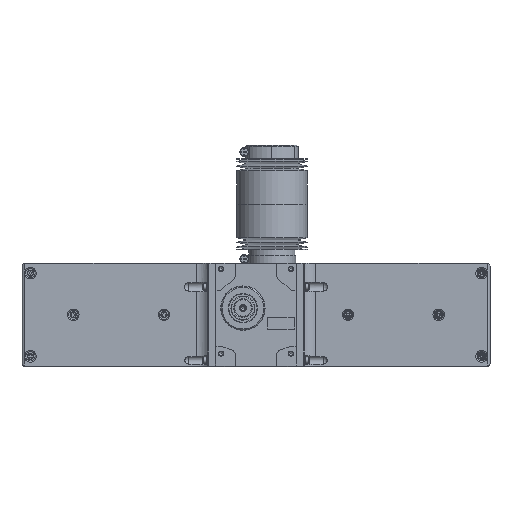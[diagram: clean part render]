
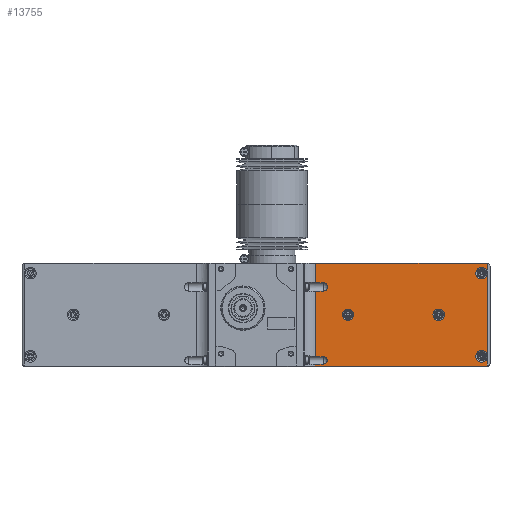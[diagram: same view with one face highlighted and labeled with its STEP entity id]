
A CAD part, top view. The second image highlights one B-rep face of the part: STEP entity #13755.
In plain terms, the highlighted face is planar.
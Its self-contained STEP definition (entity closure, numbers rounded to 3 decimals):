
#875=LINE('',#21535,#1935);
#877=LINE('',#21543,#1937);
#881=LINE('',#21557,#1941);
#882=LINE('',#21559,#1942);
#883=LINE('',#21561,#1943);
#885=LINE('',#21572,#1945);
#889=LINE('',#21596,#1949);
#890=LINE('',#21597,#1950);
#894=LINE('',#21619,#1954);
#895=LINE('',#21623,#1955);
#896=LINE('',#21626,#1956);
#897=LINE('',#21630,#1957);
#1935=VECTOR('',#17117,1000.);
#1937=VECTOR('',#17125,1000.);
#1941=VECTOR('',#17141,1000.);
#1942=VECTOR('',#17142,1000.);
#1943=VECTOR('',#17143,1000.);
#1945=VECTOR('',#17149,1000.);
#1949=VECTOR('',#17157,1000.);
#1950=VECTOR('',#17158,1000.);
#1954=VECTOR('',#17172,1000.);
#1955=VECTOR('',#17175,1000.);
#1956=VECTOR('',#17180,1000.);
#1957=VECTOR('',#17183,1000.);
#3630=ORIENTED_EDGE('',*,*,#6906,.F.);
#3631=ORIENTED_EDGE('',*,*,#6907,.F.);
#3632=ORIENTED_EDGE('',*,*,#6908,.T.);
#3633=ORIENTED_EDGE('',*,*,#6909,.T.);
#3634=ORIENTED_EDGE('',*,*,#6910,.T.);
#3635=ORIENTED_EDGE('',*,*,#6899,.T.);
#3636=ORIENTED_EDGE('',*,*,#6874,.T.);
#3637=ORIENTED_EDGE('',*,*,#6887,.F.);
#3638=ORIENTED_EDGE('',*,*,#6911,.F.);
#3639=ORIENTED_EDGE('',*,*,#6886,.F.);
#3640=ORIENTED_EDGE('',*,*,#6912,.F.);
#3641=ORIENTED_EDGE('',*,*,#6885,.F.);
#3642=ORIENTED_EDGE('',*,*,#6878,.F.);
#3643=ORIENTED_EDGE('',*,*,#6898,.T.);
#3644=ORIENTED_EDGE('',*,*,#6913,.T.);
#3645=ORIENTED_EDGE('',*,*,#6914,.T.);
#3646=ORIENTED_EDGE('',*,*,#6915,.T.);
#3647=ORIENTED_EDGE('',*,*,#6890,.T.);
#6874=EDGE_CURVE('',#8609,#8608,#875,.T.);
#6878=EDGE_CURVE('',#8612,#8613,#877,.T.);
#6885=EDGE_CURVE('',#8613,#8616,#881,.T.);
#6886=EDGE_CURVE('',#8616,#8617,#882,.T.);
#6887=EDGE_CURVE('',#8617,#8608,#883,.T.);
#6890=EDGE_CURVE('',#8620,#8618,#885,.T.);
#6898=EDGE_CURVE('',#8612,#8627,#889,.T.);
#6899=EDGE_CURVE('',#8628,#8609,#890,.T.);
#6906=EDGE_CURVE('',#8634,#8634,#9832,.T.);
#6907=EDGE_CURVE('',#8635,#8635,#9833,.T.);
#6908=EDGE_CURVE('',#8618,#8636,#894,.F.);
#6909=EDGE_CURVE('',#8636,#8637,#9834,.T.);
#6910=EDGE_CURVE('',#8637,#8628,#895,.T.);
#6911=EDGE_CURVE('',#8617,#8617,#9835,.F.);
#6912=EDGE_CURVE('',#8616,#8616,#9836,.F.);
#6913=EDGE_CURVE('',#8627,#8638,#896,.F.);
#6914=EDGE_CURVE('',#8638,#8639,#9837,.T.);
#6915=EDGE_CURVE('',#8639,#8620,#897,.T.);
#8608=VERTEX_POINT('',#21532);
#8609=VERTEX_POINT('',#21536);
#8612=VERTEX_POINT('',#21544);
#8613=VERTEX_POINT('',#21545);
#8616=VERTEX_POINT('',#21558);
#8617=VERTEX_POINT('',#21560);
#8618=VERTEX_POINT('',#21570);
#8620=VERTEX_POINT('',#21573);
#8627=VERTEX_POINT('',#21595);
#8628=VERTEX_POINT('',#21598);
#8634=VERTEX_POINT('',#21616);
#8635=VERTEX_POINT('',#21618);
#8636=VERTEX_POINT('',#21620);
#8637=VERTEX_POINT('',#21622);
#8638=VERTEX_POINT('',#21627);
#8639=VERTEX_POINT('',#21629);
#9832=CIRCLE('',#14939,6.5);
#9833=CIRCLE('',#14940,6.5);
#9834=CIRCLE('',#14941,4.33);
#9835=CIRCLE('',#14942,6.5);
#9836=CIRCLE('',#14943,6.5);
#9837=CIRCLE('',#14944,4.899);
#10586=EDGE_LOOP('',(#3630));
#10587=EDGE_LOOP('',(#3631));
#10588=EDGE_LOOP('',(#3632,#3633,#3634,#3635,#3636,#3637,#3638,#3639,#3640,
#3641,#3642,#3643,#3644,#3645,#3646,#3647));
#11950=FACE_BOUND('',#10586,.T.);
#11951=FACE_BOUND('',#10587,.T.);
#11952=FACE_BOUND('',#10588,.T.);
#13147=PLANE('',#14938);
#13755=ADVANCED_FACE('',(#11950,#11951,#11952),#13147,.F.);
#14938=AXIS2_PLACEMENT_3D('',#21614,#17166,#17167);
#14939=AXIS2_PLACEMENT_3D('',#21615,#17168,#17169);
#14940=AXIS2_PLACEMENT_3D('',#21617,#17170,#17171);
#14941=AXIS2_PLACEMENT_3D('',#21621,#17173,#17174);
#14942=AXIS2_PLACEMENT_3D('',#21624,#17176,#17177);
#14943=AXIS2_PLACEMENT_3D('',#21625,#17178,#17179);
#14944=AXIS2_PLACEMENT_3D('',#21628,#17181,#17182);
#17117=DIRECTION('',(-1.,0.,0.));
#17125=DIRECTION('',(-1.,0.,0.));
#17141=DIRECTION('',(0.,-1.,0.));
#17142=DIRECTION('',(0.,-1.,0.));
#17143=DIRECTION('',(0.,-1.,0.));
#17149=DIRECTION('',(0.,-1.,0.));
#17157=DIRECTION('',(0.,-1.,0.));
#17158=DIRECTION('',(0.,-1.,0.));
#17166=DIRECTION('',(0.,0.,1.));
#17167=DIRECTION('',(1.,0.,0.));
#17168=DIRECTION('',(0.,0.,-1.));
#17169=DIRECTION('',(-1.,0.,0.));
#17170=DIRECTION('',(0.,0.,-1.));
#17171=DIRECTION('',(-1.,0.,0.));
#17172=DIRECTION('',(1.,0.,0.));
#17173=DIRECTION('',(0.,0.,1.));
#17174=DIRECTION('',(1.,0.,0.));
#17175=DIRECTION('',(1.,0.,0.));
#17176=DIRECTION('',(0.,0.,1.));
#17177=DIRECTION('',(1.,0.,0.));
#17178=DIRECTION('',(0.,0.,1.));
#17179=DIRECTION('',(1.,0.,0.));
#17180=DIRECTION('',(1.,0.,0.));
#17181=DIRECTION('',(0.,0.,1.));
#17182=DIRECTION('',(1.,0.,0.));
#17183=DIRECTION('',(1.,0.,0.));
#21532=CARTESIAN_POINT('',(-215.5,-58.,-22.5));
#21535=CARTESIAN_POINT('',(-21.229,-58.,-22.5));
#21536=CARTESIAN_POINT('',(-21.229,-58.,-22.5));
#21543=CARTESIAN_POINT('',(-21.229,58.,-22.5));
#21544=CARTESIAN_POINT('',(-21.229,58.,-22.5));
#21545=CARTESIAN_POINT('',(-215.5,58.,-22.5));
#21557=CARTESIAN_POINT('',(-215.5,58.,-22.5));
#21558=CARTESIAN_POINT('',(-215.5,47.,-22.5));
#21559=CARTESIAN_POINT('',(-215.5,58.,-22.5));
#21560=CARTESIAN_POINT('',(-215.5,-47.,-22.5));
#21561=CARTESIAN_POINT('',(-215.5,58.,-22.5));
#21570=CARTESIAN_POINT('',(-21.229,-47.17,-22.5));
#21572=CARTESIAN_POINT('',(-21.229,58.,-22.5));
#21573=CARTESIAN_POINT('',(-21.229,26.601,-22.5));
#21595=CARTESIAN_POINT('',(-21.229,36.399,-22.5));
#21596=CARTESIAN_POINT('',(-21.229,58.,-22.5));
#21597=CARTESIAN_POINT('',(-21.229,58.,-22.5));
#21598=CARTESIAN_POINT('',(-21.229,-55.83,-22.5));
#21614=CARTESIAN_POINT('',(-21.229,58.,-22.5));
#21615=CARTESIAN_POINT('',(-160.5,0.,-22.5));
#21616=CARTESIAN_POINT('',(-167.,0.,-22.5));
#21617=CARTESIAN_POINT('',(-58.,0.,-22.5));
#21618=CARTESIAN_POINT('',(-64.5,0.,-22.5));
#21619=CARTESIAN_POINT('',(-30.,-47.17,-22.5));
#21620=CARTESIAN_POINT('',(-30.,-47.17,-22.5));
#21621=CARTESIAN_POINT('',(-30.,-51.5,-22.5));
#21622=CARTESIAN_POINT('',(-30.,-55.83,-22.5));
#21623=CARTESIAN_POINT('',(-30.,-55.83,-22.5));
#21624=CARTESIAN_POINT('',(-209.,-47.,-22.5));
#21625=CARTESIAN_POINT('',(-209.,47.,-22.5));
#21626=CARTESIAN_POINT('',(-30.,36.399,-22.5));
#21627=CARTESIAN_POINT('',(-30.,36.399,-22.5));
#21628=CARTESIAN_POINT('',(-30.,31.5,-22.5));
#21629=CARTESIAN_POINT('',(-30.,26.601,-22.5));
#21630=CARTESIAN_POINT('',(-30.,26.601,-22.5));
